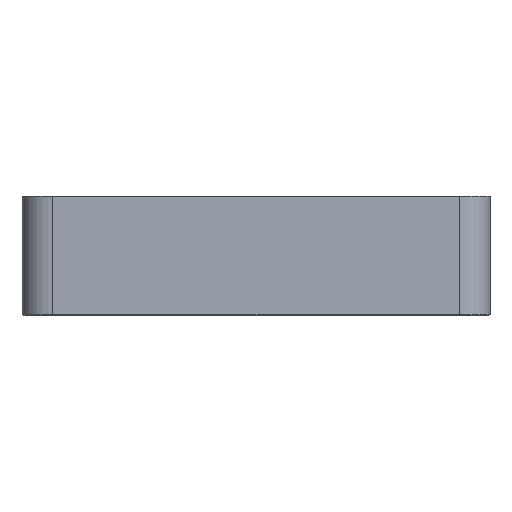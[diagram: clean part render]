
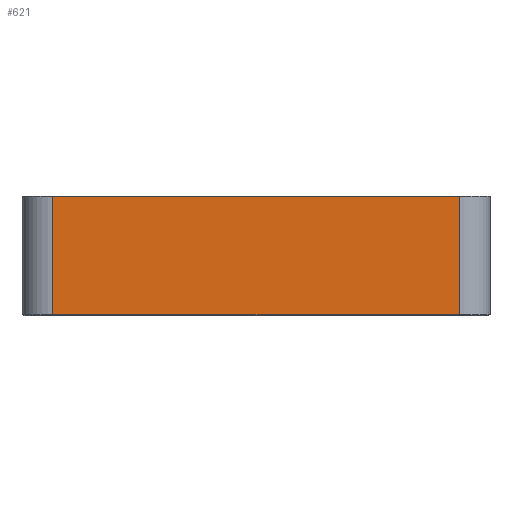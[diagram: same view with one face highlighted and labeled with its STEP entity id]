
A CAD part, front view. The second image highlights one B-rep face of the part: STEP entity #621.
In plain terms, the highlighted planar face has unit normal (0, -1, 0).
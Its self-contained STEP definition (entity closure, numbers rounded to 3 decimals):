
#79 = AXIS2_PLACEMENT_3D ( 'NONE', #158, #627, #1846 ) ;
#84 = CARTESIAN_POINT ( 'NONE',  ( 5., -0.1, 0.2 ) ) ;
#92 = VECTOR ( 'NONE', #2725, 1000. ) ;
#158 = CARTESIAN_POINT ( 'NONE',  ( 5., -0.1, 142.534 ) ) ;
#200 = VERTEX_POINT ( 'NONE', #2460 ) ;
#319 = EDGE_CURVE ( 'NONE', #1612, #1089, #2000, .T. ) ;
#555 = ORIENTED_EDGE ( 'NONE', *, *, #1331, .T. ) ;
#596 = DIRECTION ( 'NONE',  ( 0., 0., -1. ) ) ;
#621 = ADVANCED_FACE ( 'NONE', ( #1930 ), #635, .T. ) ;
#627 = DIRECTION ( 'NONE',  ( 0., -1., 0. ) ) ;
#635 = PLANE ( 'NONE',  #79 ) ;
#816 = CARTESIAN_POINT ( 'NONE',  ( 5., -0.1, 0.2 ) ) ;
#890 = ORIENTED_EDGE ( 'NONE', *, *, #1580, .F. ) ;
#1089 = VERTEX_POINT ( 'NONE', #84 ) ;
#1143 = LINE ( 'NONE', #1677, #2416 ) ;
#1317 = LINE ( 'NONE', #816, #92 ) ;
#1331 = EDGE_CURVE ( 'NONE', #1089, #200, #1317, .T. ) ;
#1334 = CARTESIAN_POINT ( 'NONE',  ( 72., -0.1, 142.534 ) ) ;
#1335 = LINE ( 'NONE', #1334, #2664 ) ;
#1572 = DIRECTION ( 'NONE',  ( 0., 0., -1. ) ) ;
#1580 = EDGE_CURVE ( 'NONE', #1612, #1668, #1143, .T. ) ;
#1591 = CARTESIAN_POINT ( 'NONE',  ( 72., -0.1, 19.7 ) ) ;
#1604 = VECTOR ( 'NONE', #596, 1000. ) ;
#1612 = VERTEX_POINT ( 'NONE', #1955 ) ;
#1668 = VERTEX_POINT ( 'NONE', #1591 ) ;
#1677 = CARTESIAN_POINT ( 'NONE',  ( 5., -0.1, 19.7 ) ) ;
#1846 = DIRECTION ( 'NONE',  ( 1., 0., 0. ) ) ;
#1930 = FACE_OUTER_BOUND ( 'NONE', #2219, .T. ) ;
#1955 = CARTESIAN_POINT ( 'NONE',  ( 5., -0.1, 19.7 ) ) ;
#2000 = LINE ( 'NONE', #2728, #1604 ) ;
#2132 = EDGE_CURVE ( 'NONE', #1668, #200, #1335, .T. ) ;
#2219 = EDGE_LOOP ( 'NONE', ( #3009, #555, #2998, #890 ) ) ;
#2416 = VECTOR ( 'NONE', #2832, 1000. ) ;
#2460 = CARTESIAN_POINT ( 'NONE',  ( 72., -0.1, 0.2 ) ) ;
#2664 = VECTOR ( 'NONE', #1572, 1000. ) ;
#2725 = DIRECTION ( 'NONE',  ( 1., 0., 0. ) ) ;
#2728 = CARTESIAN_POINT ( 'NONE',  ( 5., -0.1, 142.534 ) ) ;
#2832 = DIRECTION ( 'NONE',  ( 1., 0., 0. ) ) ;
#2998 = ORIENTED_EDGE ( 'NONE', *, *, #2132, .F. ) ;
#3009 = ORIENTED_EDGE ( 'NONE', *, *, #319, .T. ) ;
